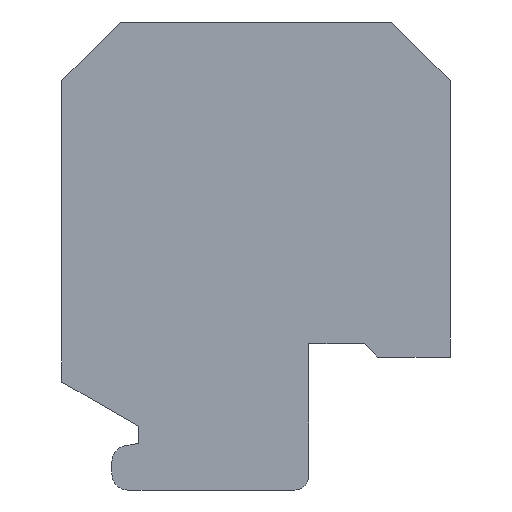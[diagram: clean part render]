
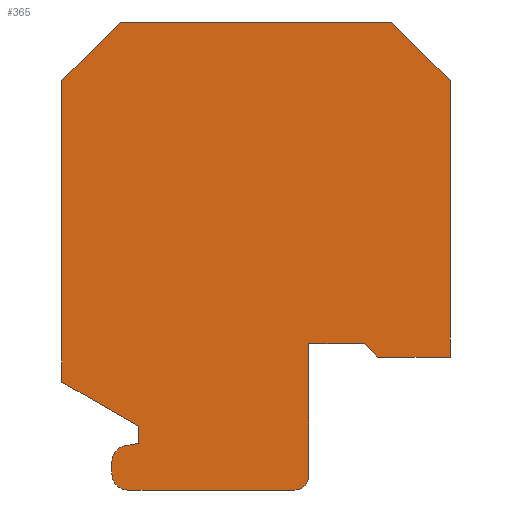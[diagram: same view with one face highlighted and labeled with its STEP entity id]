
A CAD part, left-side view. The second image highlights one B-rep face of the part: STEP entity #365.
In plain terms, the highlighted planar face has unit normal (-1, 0, 0).
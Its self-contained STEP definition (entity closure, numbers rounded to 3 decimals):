
#26=CIRCLE('',#401,1.5);
#27=CIRCLE('',#402,1.3);
#28=CIRCLE('',#403,1.5);
#62=ORIENTED_EDGE('',*,*,#160,.T.);
#63=ORIENTED_EDGE('',*,*,#161,.T.);
#64=ORIENTED_EDGE('',*,*,#157,.F.);
#65=ORIENTED_EDGE('',*,*,#162,.T.);
#66=ORIENTED_EDGE('',*,*,#163,.T.);
#67=ORIENTED_EDGE('',*,*,#164,.T.);
#68=ORIENTED_EDGE('',*,*,#165,.T.);
#69=ORIENTED_EDGE('',*,*,#166,.T.);
#70=ORIENTED_EDGE('',*,*,#156,.F.);
#71=ORIENTED_EDGE('',*,*,#167,.T.);
#72=ORIENTED_EDGE('',*,*,#134,.F.);
#73=ORIENTED_EDGE('',*,*,#168,.T.);
#74=ORIENTED_EDGE('',*,*,#153,.F.);
#75=ORIENTED_EDGE('',*,*,#169,.T.);
#76=ORIENTED_EDGE('',*,*,#170,.T.);
#77=ORIENTED_EDGE('',*,*,#171,.T.);
#78=ORIENTED_EDGE('',*,*,#172,.T.);
#134=EDGE_CURVE('',#185,#182,#219,.T.);
#153=EDGE_CURVE('',#202,#201,#235,.T.);
#156=EDGE_CURVE('',#204,#203,#238,.T.);
#157=EDGE_CURVE('',#205,#206,#239,.T.);
#160=EDGE_CURVE('',#207,#208,#242,.T.);
#161=EDGE_CURVE('',#208,#206,#26,.F.);
#162=EDGE_CURVE('',#205,#209,#27,.F.);
#163=EDGE_CURVE('',#209,#210,#243,.T.);
#164=EDGE_CURVE('',#210,#211,#244,.T.);
#165=EDGE_CURVE('',#211,#212,#245,.T.);
#166=EDGE_CURVE('',#212,#203,#246,.T.);
#167=EDGE_CURVE('',#204,#182,#247,.T.);
#168=EDGE_CURVE('',#185,#201,#248,.T.);
#169=EDGE_CURVE('',#202,#213,#249,.T.);
#170=EDGE_CURVE('',#213,#214,#250,.T.);
#171=EDGE_CURVE('',#214,#215,#251,.T.);
#172=EDGE_CURVE('',#215,#207,#28,.F.);
#182=VERTEX_POINT('',#517);
#185=VERTEX_POINT('',#522);
#201=VERTEX_POINT('',#558);
#202=VERTEX_POINT('',#560);
#203=VERTEX_POINT('',#564);
#204=VERTEX_POINT('',#566);
#205=VERTEX_POINT('',#570);
#206=VERTEX_POINT('',#571);
#207=VERTEX_POINT('',#576);
#208=VERTEX_POINT('',#577);
#209=VERTEX_POINT('',#580);
#210=VERTEX_POINT('',#582);
#211=VERTEX_POINT('',#584);
#212=VERTEX_POINT('',#586);
#213=VERTEX_POINT('',#591);
#214=VERTEX_POINT('',#593);
#215=VERTEX_POINT('',#595);
#219=LINE('',#523,#264);
#235=LINE('',#561,#280);
#238=LINE('',#567,#283);
#239=LINE('',#569,#284);
#242=LINE('',#575,#287);
#243=LINE('',#581,#288);
#244=LINE('',#583,#289);
#245=LINE('',#585,#290);
#246=LINE('',#587,#291);
#247=LINE('',#588,#292);
#248=LINE('',#589,#293);
#249=LINE('',#590,#294);
#250=LINE('',#592,#295);
#251=LINE('',#594,#296);
#264=VECTOR('',#424,1000.);
#280=VECTOR('',#450,1000.);
#283=VECTOR('',#455,1000.);
#284=VECTOR('',#458,1000.);
#287=VECTOR('',#463,1000.);
#288=VECTOR('',#468,1000.);
#289=VECTOR('',#469,1000.);
#290=VECTOR('',#470,1000.);
#291=VECTOR('',#471,1000.);
#292=VECTOR('',#472,1000.);
#293=VECTOR('',#473,1000.);
#294=VECTOR('',#474,1000.);
#295=VECTOR('',#475,1000.);
#296=VECTOR('',#476,1000.);
#311=EDGE_LOOP('',(#62,#63,#64,#65,#66,#67,#68,#69,#70,#71,#72,#73,#74,
#75,#76,#77,#78));
#330=FACE_BOUND('',#311,.T.);
#349=PLANE('',#400);
#365=ADVANCED_FACE('',(#330),#349,.F.);
#400=AXIS2_PLACEMENT_3D('',#574,#461,#462);
#401=AXIS2_PLACEMENT_3D('',#578,#464,#465);
#402=AXIS2_PLACEMENT_3D('',#579,#466,#467);
#403=AXIS2_PLACEMENT_3D('',#596,#477,#478);
#424=DIRECTION('',(0.,-1.,0.));
#450=DIRECTION('',(0.,0.,1.));
#455=DIRECTION('',(0.,0.,-1.));
#458=DIRECTION('',(0.,1.,0.));
#461=DIRECTION('',(1.,0.,0.));
#462=DIRECTION('',(0.,1.,0.));
#463=DIRECTION('',(0.,0.,-1.));
#464=DIRECTION('',(1.,0.,0.));
#465=DIRECTION('',(0.,1.,0.));
#466=DIRECTION('',(1.,0.,0.));
#467=DIRECTION('',(0.,1.,0.));
#468=DIRECTION('',(0.,0.,1.));
#469=DIRECTION('',(0.,-1.,0.));
#470=DIRECTION('',(0.,-0.707,-0.707));
#471=DIRECTION('',(0.,-1.,0.));
#472=DIRECTION('',(0.,0.707,0.707));
#473=DIRECTION('',(0.,0.707,-0.707));
#474=DIRECTION('',(0.,-0.866,-0.5));
#475=DIRECTION('',(0.,0.,-1.));
#476=DIRECTION('',(0.,0.981,-0.194));
#477=DIRECTION('',(1.,0.,0.));
#478=DIRECTION('',(0.,1.,0.));
#517=CARTESIAN_POINT('',(-3.,-12.749,22.));
#522=CARTESIAN_POINT('',(-3.,12.749,22.));
#523=CARTESIAN_POINT('',(-3.,18.25,22.));
#558=CARTESIAN_POINT('',(-3.,18.25,16.504));
#560=CARTESIAN_POINT('',(-3.,18.25,-11.85));
#561=CARTESIAN_POINT('',(-3.,18.25,-22.));
#564=CARTESIAN_POINT('',(-3.,-18.25,-9.499));
#566=CARTESIAN_POINT('',(-3.,-18.25,16.504));
#567=CARTESIAN_POINT('',(-3.,-18.25,22.));
#569=CARTESIAN_POINT('',(-3.,-18.25,-22.));
#570=CARTESIAN_POINT('',(-3.,-3.658,-22.));
#571=CARTESIAN_POINT('',(-3.,12.042,-22.));
#574=CARTESIAN_POINT('',(-3.,18.25,22.));
#575=CARTESIAN_POINT('',(-3.,13.542,22.));
#576=CARTESIAN_POINT('',(-3.,13.542,-19.326));
#577=CARTESIAN_POINT('',(-3.,13.542,-20.5));
#578=CARTESIAN_POINT('',(-3.,12.042,-20.5));
#579=CARTESIAN_POINT('',(-3.,-3.658,-20.7));
#580=CARTESIAN_POINT('',(-3.,-4.958,-20.7));
#581=CARTESIAN_POINT('',(-3.,-4.958,22.));
#582=CARTESIAN_POINT('',(-3.,-4.958,-8.249));
#583=CARTESIAN_POINT('',(-3.,18.25,-8.249));
#584=CARTESIAN_POINT('',(-3.,-10.208,-8.249));
#585=CARTESIAN_POINT('',(-3.,19.146,21.104));
#586=CARTESIAN_POINT('',(-3.,-11.458,-9.499));
#587=CARTESIAN_POINT('',(-3.,18.25,-9.499));
#588=CARTESIAN_POINT('',(-3.,2.765,37.5));
#589=CARTESIAN_POINT('',(-3.,15.502,19.25));
#590=CARTESIAN_POINT('',(-3.,32.907,-3.387));
#591=CARTESIAN_POINT('',(-3.,11.058,-16.002));
#592=CARTESIAN_POINT('',(-3.,11.058,22.));
#593=CARTESIAN_POINT('',(-3.,11.058,-17.602));
#594=CARTESIAN_POINT('',(-3.,10.447,-17.482));
#595=CARTESIAN_POINT('',(-3.,12.333,-17.854));
#596=CARTESIAN_POINT('',(-3.,12.042,-19.326));
